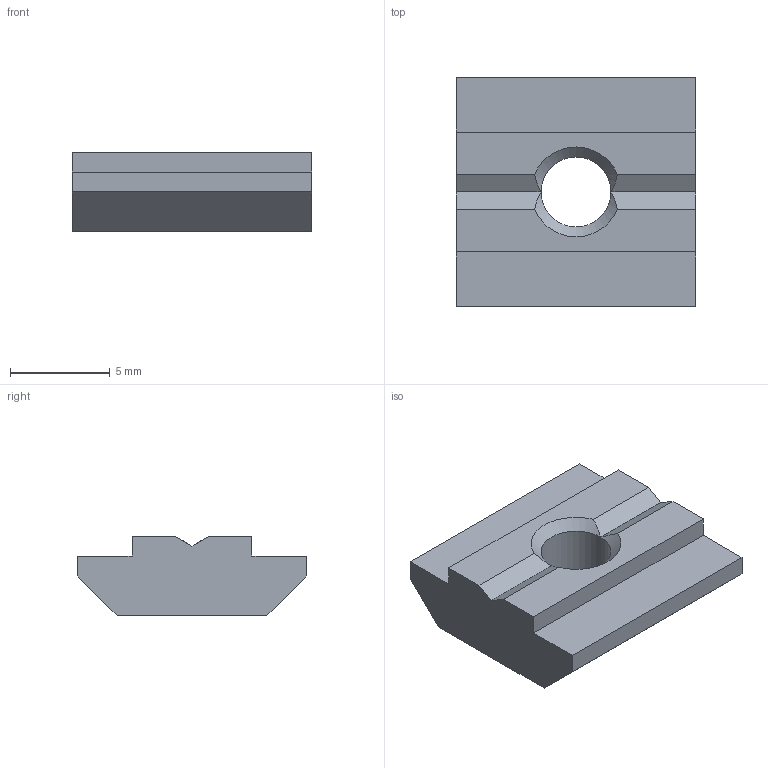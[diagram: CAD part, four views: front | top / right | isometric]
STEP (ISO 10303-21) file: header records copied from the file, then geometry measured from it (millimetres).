
FILE_DESCRIPTION(/* description */ ('SLIDING BLOCK'),/* implementation_level */ '2;1');
FILE_NAME(/* name */ '3842542692.stp',/* time_stamp */ '2026-03-17T09:37:51+01:00',/* author */ ('andreas.svensson'),/* organization */ (''),/* preprocessor_version */ 'ST-DEVELOPER v20.1',/* originating_system */ 'Autodesk Inventor 2026',/* authorisation */ '');
FILE_SCHEMA (('AUTOMOTIVE_DESIGN { 1 0 10303 214 3 1 1 }'));
Length unit declared in the file: millimetre
Products named in the file (1): 3842542692
Bounding box: 12 x 11.5 x 4 mm (x, y, z)
Volume: 393.1 mm3; surface area: 436.8 mm2
Topology: 1 solids, 1 shells, 21 faces, 56 edges, 36 vertices
Faces by surface type: plane 17, cone 3, cylinder 1
Full cylindrical faces by diameter (mm): 3.5 x1
Entity records: 706 total; most frequent: CARTESIAN_POINT 114, ORIENTED_EDGE 112, DIRECTION 112, EDGE_CURVE 56, LINE 44, VECTOR 44, VERTEX_POINT 36, AXIS2_PLACEMENT_3D 34
